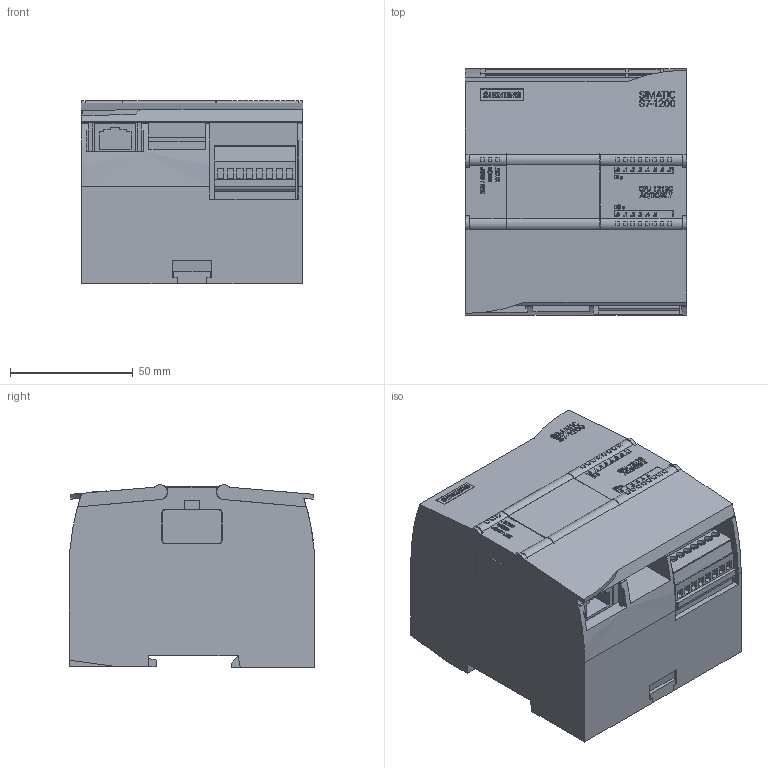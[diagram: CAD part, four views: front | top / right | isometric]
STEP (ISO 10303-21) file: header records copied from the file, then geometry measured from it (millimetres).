
FILE_DESCRIPTION(/* description */ (''),/* implementation_level */ '2;1');
FILE_NAME(/* name */ '6ES7212-1BE40-0XB0_3d.stp',/* time_stamp */ '2025-08-13T09:51:21+02:00',/* author */ (''),/* organization */ (''),/* preprocessor_version */ 'ST-DEVELOPER v20',/* originating_system */ 'SIEMENS PLM Software NX2406.8300',/* authorisation */ '');
FILE_SCHEMA (('AUTOMOTIVE_DESIGN { 1 0 10303 214 3 1 1 1 }'));
Products named in the file (7): A5E30157750A_RS-AA_002_1-labeling-cover_top; A5E30157757A_RS-AA_002_1-cover_top; A5E30157764A_RS-AA_002_1-cover_bottom; A5E32309634A_RS-AA_002_1-labeling; A5E30157758A_RS-AA_002_1-cover-signalboard; A5E30157752A_RS-AA_003_1-box; A5E32309639A_RS-AA_002_1-CAx_6ES72121BE400XB0
Assembly tree (6 placements, depth 2):
  A5E32309639A_RS-AA_002_1-CAx_6ES72121BE400XB0
    A5E30157752A_RS-AA_003_1-box
    A5E30157758A_RS-AA_002_1-cover-signalboard
    A5E32309634A_RS-AA_002_1-labeling
    A5E30157764A_RS-AA_002_1-cover_bottom
    A5E30157757A_RS-AA_002_1-cover_top
    A5E30157750A_RS-AA_002_1-labeling-cover_top
Bounding box: 90 x 100 x 74.8 mm (x, y, z)
Volume: 440502.4 mm3; surface area: 113335.7 mm2
Topology: 271 solids, 272 shells, 3357 faces, 8070 edges, 5384 vertices
Faces by surface type: plane 2939, extrusion 313, cylinder 105
Full cylindrical faces by diameter (mm): 1.4 x17, 1.9 x2, 2 x6, 3.4 x25, 4.3 x2
Entity records: 119068 total; most frequent: CARTESIAN_POINT 32403, ORIENTED_EDGE 15864, DIRECTION 14050, EDGE_CURVE 7932, VECTOR 7274, LINE 6961, VERTEX_POINT 5339, EDGE_LOOP 3741
